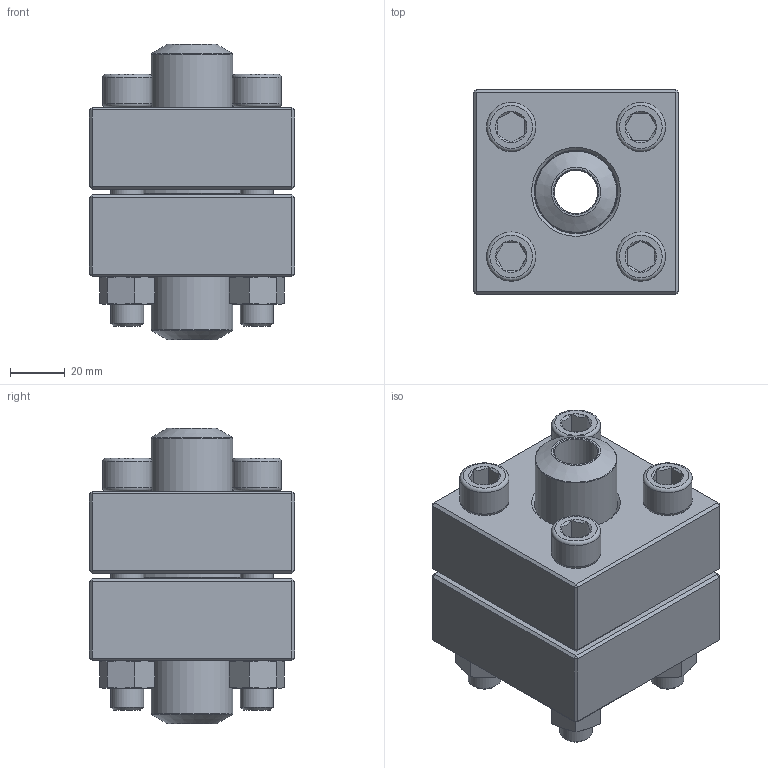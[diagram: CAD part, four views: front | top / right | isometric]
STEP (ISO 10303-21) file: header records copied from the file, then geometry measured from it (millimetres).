
FILE_DESCRIPTION(/* description */ (''),/* implementation_level */ '2;1');
FILE_NAME(/* name */ 'FK016-601.stp',/* time_stamp */ '2023-05-03T09:08:32+02:00',/* author */ (''),/* organization */ (''),/* preprocessor_version */ 'ST-DEVELOPER v16',/* originating_system */ 'SIEMENS PLM Software NX 10.0',/* authorisation */ '');
FILE_SCHEMA (('AUTOMOTIVE_DESIGN { 1 0 10303 214 3 1 1 1 }'));
Length unit declared in the file: millimetre
Products named in the file (7): X-Mutter; X-FK; X-O; X-FA; X-Schraube; X-FKV; FK
Assembly tree (13 placements, depth 2):
  FK
    X-FKV  x2
    X-Schraube  x4
    X-FA
    X-O
    X-FK
    X-Mutter  x4
Bounding box: 75 x 75 x 108 mm (x, y, z)
Volume: 366563 mm3; surface area: 98693.6 mm2
Topology: 13 solids, 13 shells, 299 faces, 610 edges, 341 vertices
Faces by surface type: plane 134, cone 116, cylinder 36, torus 13
Full cylindrical faces by diameter (mm): 11.547 x4, 12 x8, 13 x8, 16 x2, 18 x4, 25.07 x1, 30 x2, 30.5 x2, 30.834 x1, 50 x2, 51 x2
Entity records: 3003 total; most frequent: CARTESIAN_POINT 543, DIRECTION 506, ORIENTED_EDGE 364, AXIS2_PLACEMENT_3D 220, EDGE_LOOP 186, EDGE_CURVE 182, FACE_BOUND 131, VERTEX_POINT 125
